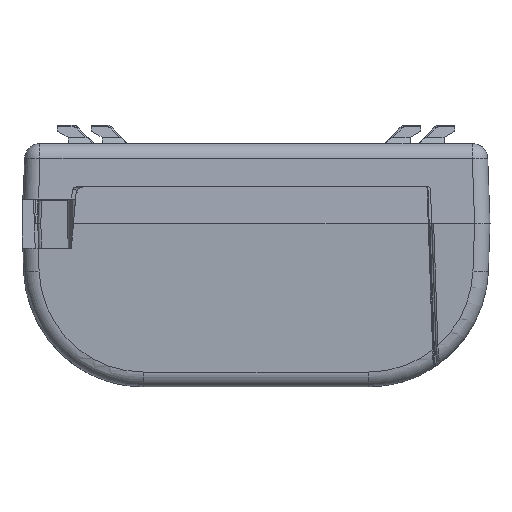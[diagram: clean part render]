
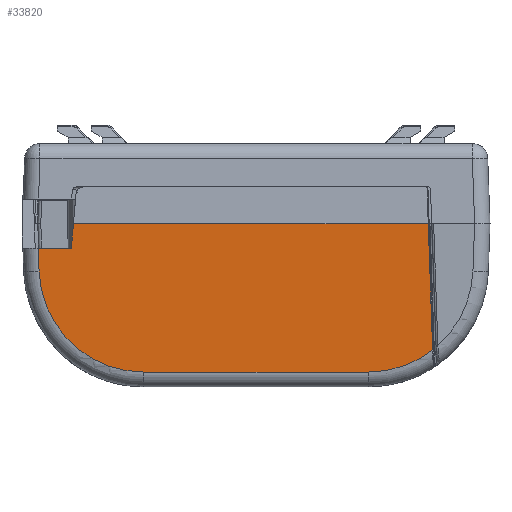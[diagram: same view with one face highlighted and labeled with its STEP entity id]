
A CAD part, front view. The second image highlights one B-rep face of the part: STEP entity #33820.
In plain terms, the highlighted planar face has unit normal (0, -0.999, -0.035).
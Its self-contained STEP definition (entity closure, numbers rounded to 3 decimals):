
#30156=DIRECTION('',(-1.,0.,0.));
#30157=VECTOR('',#30156,36.437);
#30158=CARTESIAN_POINT('',(18.194,-33.359,
-37.087));
#30159=LINE('',#30158,#30157);
#30164=DIRECTION('',(-0.087,0.035,-0.996));
#30165=VECTOR('',#30164,4.018);
#30166=CARTESIAN_POINT('',(-29.65,-34.2,-13.));
#30167=LINE('',#30166,#30165);
#30168=DIRECTION('',(-1.,0.,0.));
#30169=VECTOR('',#30168,57.575);
#30170=CARTESIAN_POINT('',(27.925,-34.2,
-13.003));
#30171=LINE('',#30170,#30169);
#30172=DIRECTION('',(-0.035,-0.035,0.999));
#30173=VECTOR('',#30172,20.411);
#30174=CARTESIAN_POINT('',(28.637,-33.488,
-33.389));
#30175=LINE('',#30174,#30173);
#30176=CARTESIAN_POINT('',(18.193,-33.952,
-20.104));
#30177=DIRECTION('',(0.,-0.999,-0.035));
#30178=DIRECTION('',(0.,0.035,-0.999));
#30179=AXIS2_PLACEMENT_3D('',#30176,#30177,#30178);
#30181=CARTESIAN_POINT('',(-18.238,-33.951,
-20.093));
#30182=DIRECTION('',(0.,-0.999,-0.035));
#30183=DIRECTION('',(-0.999,0.001,-0.035));
#30184=AXIS2_PLACEMENT_3D('',#30181,#30182,#30183);
#30186=DIRECTION('',(0.035,0.035,-0.999));
#30187=VECTOR('',#30186,3.685);
#30188=CARTESIAN_POINT('',(-35.362,-34.06,-17.));
#30189=LINE('',#30188,#30187);
#30210=DIRECTION('',(1.,0.,0.));
#30211=VECTOR('',#30210,5.362);
#30212=CARTESIAN_POINT('',(-35.362,-34.06,-17.));
#30213=LINE('',#30212,#30211);
#30220=CARTESIAN_POINT('',(-35.362,-34.06,-17.));
#32280=CARTESIAN_POINT('',(28.637,-33.488,
-33.389));
#32281=CARTESIAN_POINT('',(28.637,-33.488,
-33.401));
#32282=CARTESIAN_POINT('',(28.639,-33.487,
-33.425));
#32283=CARTESIAN_POINT('',(28.638,-33.485,
-33.462));
#32284=CARTESIAN_POINT('',(28.639,-33.485,
-33.486));
#32285=CARTESIAN_POINT('',(28.64,-33.484,
-33.499));
#33022=CARTESIAN_POINT('',(27.925,-34.2,
-13.003));
#33023=VERTEX_POINT('',#33022);
#33025=VERTEX_POINT('',#32280);
#33026=VERTEX_POINT('',#32285);
#33098=CARTESIAN_POINT('',(-29.65,-34.2,-13.));
#33100=VERTEX_POINT('',#33098);
#33105=CARTESIAN_POINT('',(-30.,-34.06,-17.));
#33106=VERTEX_POINT('',#33105);
#33109=CARTESIAN_POINT('',(18.194,-33.359,
-37.087));
#33110=VERTEX_POINT('',#33109);
#33111=CARTESIAN_POINT('',(-18.244,-33.359,
-37.087));
#33112=VERTEX_POINT('',#33111);
#33113=CARTESIAN_POINT('',(-35.233,-33.932,
-20.681));
#33114=VERTEX_POINT('',#33113);
#33164=VERTEX_POINT('',#30220);
#33796=CARTESIAN_POINT('',(29.92,-34.217,
-12.518));
#33797=DIRECTION('',(0.,-0.999,-0.035));
#33798=DIRECTION('',(-1.,0.,0.));
#33799=AXIS2_PLACEMENT_3D('',#33796,#33797,#33798);
#33800=PLANE('',#33799);
#33802=ORIENTED_EDGE('',*,*,#33801,.T.);
#33804=ORIENTED_EDGE('',*,*,#33803,.F.);
#33806=ORIENTED_EDGE('',*,*,#33805,.F.);
#33808=ORIENTED_EDGE('',*,*,#33807,.F.);
#33810=ORIENTED_EDGE('',*,*,#33809,.T.);
#33812=ORIENTED_EDGE('',*,*,#33811,.F.);
#33813=ORIENTED_EDGE('',*,*,#33786,.T.);
#33815=ORIENTED_EDGE('',*,*,#33814,.F.);
#33817=ORIENTED_EDGE('',*,*,#33816,.F.);
#33818=EDGE_LOOP('',(#33802,#33804,#33806,#33808,#33810,#33812,#33813,#33815,
#33817));
#33819=FACE_OUTER_BOUND('',#33818,.F.);
#33820=ADVANCED_FACE('',(#33819),#33800,.T.);
#30180=CIRCLE('',#30179,16.993);
#30185=CIRCLE('',#30184,17.005);
#32286=B_SPLINE_CURVE_WITH_KNOTS('',3,(#32280,#32281,#32282,#32283,#32284,
#32285),.UNSPECIFIED.,.F.,.F.,(4,1,1,4),(0.,0.333,
0.667,1.),.UNSPECIFIED.);
#33786=EDGE_CURVE('',#33110,#33112,#30159,.T.);
#33801=EDGE_CURVE('',#33164,#33106,#30213,.T.);
#33803=EDGE_CURVE('',#33100,#33106,#30167,.T.);
#33805=EDGE_CURVE('',#33023,#33100,#30171,.T.);
#33807=EDGE_CURVE('',#33025,#33023,#30175,.T.);
#33809=EDGE_CURVE('',#33025,#33026,#32286,.T.);
#33811=EDGE_CURVE('',#33110,#33026,#30180,.T.);
#33814=EDGE_CURVE('',#33114,#33112,#30185,.T.);
#33816=EDGE_CURVE('',#33164,#33114,#30189,.T.);
